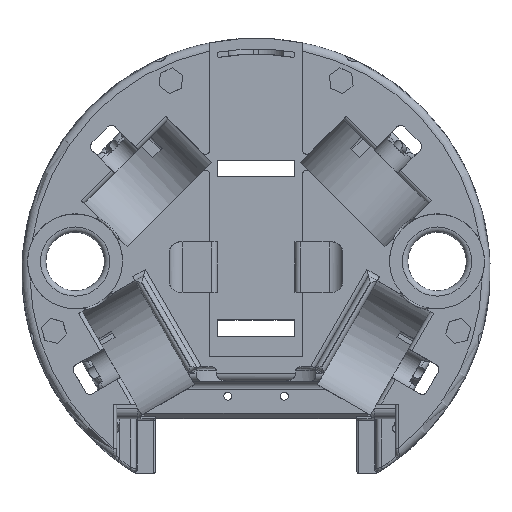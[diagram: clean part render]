
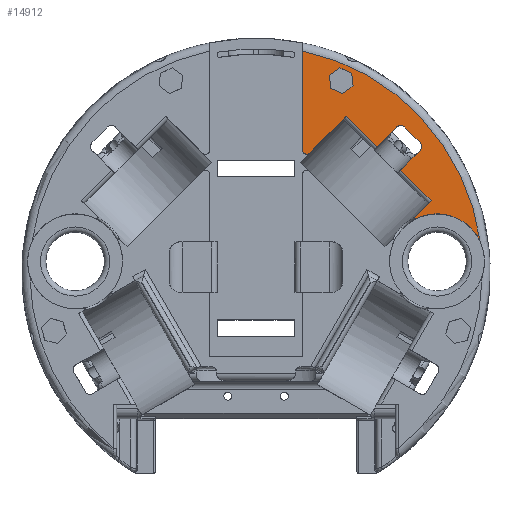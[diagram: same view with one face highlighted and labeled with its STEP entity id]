
A CAD part, top view. The second image highlights one B-rep face of the part: STEP entity #14912.
In plain terms, the highlighted planar face has unit normal (0, 0, 1).
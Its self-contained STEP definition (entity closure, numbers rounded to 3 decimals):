
#957=LINE('',#31822,#2008);
#963=LINE('',#31831,#2014);
#968=LINE('',#31844,#2019);
#969=LINE('',#31846,#2020);
#970=LINE('',#31850,#2021);
#971=LINE('',#31854,#2022);
#972=LINE('',#31856,#2023);
#973=LINE('',#31858,#2024);
#974=LINE('',#31864,#2025);
#975=LINE('',#31866,#2026);
#976=LINE('',#31868,#2027);
#977=LINE('',#31870,#2028);
#978=LINE('',#31872,#2029);
#979=LINE('',#31873,#2030);
#2008=VECTOR('',#19596,10.);
#2014=VECTOR('',#19606,10.);
#2019=VECTOR('',#19623,10.);
#2020=VECTOR('',#19624,10.);
#2021=VECTOR('',#19627,10.);
#2022=VECTOR('',#19630,10.);
#2023=VECTOR('',#19631,10.);
#2024=VECTOR('',#19632,10.);
#2025=VECTOR('',#19637,10.);
#2026=VECTOR('',#19638,10.);
#2027=VECTOR('',#19639,10.);
#2028=VECTOR('',#19640,10.);
#2029=VECTOR('',#19641,10.);
#2030=VECTOR('',#19642,10.);
#2614=FACE_BOUND('',#4334,.T.);
#2884=PLANE('',#16225);
#3504=FACE_OUTER_BOUND('',#4333,.T.);
#4333=EDGE_LOOP('',(#12334,#12335,#12336,#12337,#12338,#12339,#12340,#12341,
#12342,#12343,#12344,#12345,#12346,#12347));
#4334=EDGE_LOOP('',(#12348,#12349,#12350,#12351,#12352,#12353));
#4829=CIRCLE('',#15512,85.);
#5155=CIRCLE('',#16214,1.5);
#5159=CIRCLE('',#16226,2.);
#5160=CIRCLE('',#16227,2.);
#5161=CIRCLE('',#16228,0.4);
#5162=CIRCLE('',#16229,17.85);
#6209=VERTEX_POINT('',#27515);
#6210=VERTEX_POINT('',#27526);
#6800=VERTEX_POINT('',#31806);
#6801=VERTEX_POINT('',#31807);
#6806=VERTEX_POINT('',#31820);
#6809=VERTEX_POINT('',#31843);
#6810=VERTEX_POINT('',#31845);
#6811=VERTEX_POINT('',#31847);
#6812=VERTEX_POINT('',#31849);
#6813=VERTEX_POINT('',#31851);
#6814=VERTEX_POINT('',#31853);
#6815=VERTEX_POINT('',#31855);
#6816=VERTEX_POINT('',#31857);
#6817=VERTEX_POINT('',#31859);
#6818=VERTEX_POINT('',#31862);
#6819=VERTEX_POINT('',#31863);
#6820=VERTEX_POINT('',#31865);
#6821=VERTEX_POINT('',#31867);
#6822=VERTEX_POINT('',#31869);
#6823=VERTEX_POINT('',#31871);
#7783=EDGE_CURVE('',#6209,#6210,#4829,.T.);
#8742=EDGE_CURVE('',#6800,#6801,#5155,.T.);
#8750=EDGE_CURVE('',#6800,#6806,#957,.T.);
#8756=EDGE_CURVE('',#6209,#6801,#963,.T.);
#8762=EDGE_CURVE('',#6809,#6806,#968,.T.);
#8763=EDGE_CURVE('',#6809,#6810,#969,.T.);
#8764=EDGE_CURVE('',#6811,#6810,#5159,.T.);
#8765=EDGE_CURVE('',#6811,#6812,#970,.T.);
#8766=EDGE_CURVE('',#6813,#6812,#5160,.T.);
#8767=EDGE_CURVE('',#6813,#6814,#971,.T.);
#8768=EDGE_CURVE('',#6815,#6814,#972,.T.);
#8769=EDGE_CURVE('',#6815,#6816,#973,.T.);
#8770=EDGE_CURVE('',#6817,#6816,#5161,.T.);
#8771=EDGE_CURVE('',#6817,#6210,#5162,.T.);
#8772=EDGE_CURVE('',#6818,#6819,#974,.T.);
#8773=EDGE_CURVE('',#6819,#6820,#975,.T.);
#8774=EDGE_CURVE('',#6820,#6821,#976,.T.);
#8775=EDGE_CURVE('',#6821,#6822,#977,.T.);
#8776=EDGE_CURVE('',#6822,#6823,#978,.T.);
#8777=EDGE_CURVE('',#6823,#6818,#979,.T.);
#12334=ORIENTED_EDGE('',*,*,#8742,.F.);
#12335=ORIENTED_EDGE('',*,*,#8750,.T.);
#12336=ORIENTED_EDGE('',*,*,#8762,.F.);
#12337=ORIENTED_EDGE('',*,*,#8763,.T.);
#12338=ORIENTED_EDGE('',*,*,#8764,.F.);
#12339=ORIENTED_EDGE('',*,*,#8765,.T.);
#12340=ORIENTED_EDGE('',*,*,#8766,.F.);
#12341=ORIENTED_EDGE('',*,*,#8767,.T.);
#12342=ORIENTED_EDGE('',*,*,#8768,.F.);
#12343=ORIENTED_EDGE('',*,*,#8769,.T.);
#12344=ORIENTED_EDGE('',*,*,#8770,.F.);
#12345=ORIENTED_EDGE('',*,*,#8771,.T.);
#12346=ORIENTED_EDGE('',*,*,#7783,.F.);
#12347=ORIENTED_EDGE('',*,*,#8756,.T.);
#12348=ORIENTED_EDGE('',*,*,#8772,.T.);
#12349=ORIENTED_EDGE('',*,*,#8773,.T.);
#12350=ORIENTED_EDGE('',*,*,#8774,.T.);
#12351=ORIENTED_EDGE('',*,*,#8775,.T.);
#12352=ORIENTED_EDGE('',*,*,#8776,.T.);
#12353=ORIENTED_EDGE('',*,*,#8777,.T.);
#14912=ADVANCED_FACE('',(#3504,#2614),#2884,.T.);
#15512=AXIS2_PLACEMENT_3D('',#27527,#17676,#17677);
#16214=AXIS2_PLACEMENT_3D('',#31808,#19583,#19584);
#16225=AXIS2_PLACEMENT_3D('',#31842,#19621,#19622);
#16226=AXIS2_PLACEMENT_3D('',#31848,#19625,#19626);
#16227=AXIS2_PLACEMENT_3D('',#31852,#19628,#19629);
#16228=AXIS2_PLACEMENT_3D('',#31860,#19633,#19634);
#16229=AXIS2_PLACEMENT_3D('',#31861,#19635,#19636);
#17676=DIRECTION('center_axis',(0.,0.,-1.));
#17677=DIRECTION('ref_axis',(-1.,0.,0.));
#19583=DIRECTION('center_axis',(0.,0.,-1.));
#19584=DIRECTION('ref_axis',(-0.383,-0.924,0.));
#19596=DIRECTION('',(0.707,0.707,0.));
#19606=DIRECTION('',(0.,-1.,0.));
#19621=DIRECTION('center_axis',(0.,0.,1.));
#19622=DIRECTION('ref_axis',(1.,0.,0.));
#19623=DIRECTION('',(-0.707,0.707,0.));
#19624=DIRECTION('',(0.707,0.707,0.));
#19625=DIRECTION('center_axis',(0.,0.,1.));
#19626=DIRECTION('ref_axis',(0.,1.,0.));
#19627=DIRECTION('',(0.707,-0.707,0.));
#19628=DIRECTION('center_axis',(0.,0.,1.));
#19629=DIRECTION('ref_axis',(1.,0.,0.));
#19630=DIRECTION('',(-0.707,-0.707,0.));
#19631=DIRECTION('',(-0.707,0.707,0.));
#19632=DIRECTION('',(-0.707,-0.707,0.));
#19633=DIRECTION('center_axis',(0.,0.,-1.));
#19634=DIRECTION('ref_axis',(-0.814,-0.58,0.));
#19635=DIRECTION('center_axis',(0.,0.,-1.));
#19636=DIRECTION('ref_axis',(1.,0.,0.));
#19637=DIRECTION('',(-0.809,-0.588,0.));
#19638=DIRECTION('',(-0.914,0.406,0.));
#19639=DIRECTION('',(-0.105,0.994,0.));
#19640=DIRECTION('',(0.809,0.588,0.));
#19641=DIRECTION('',(0.914,-0.406,0.));
#19642=DIRECTION('',(0.105,-0.994,0.));
#27515=CARTESIAN_POINT('',(17.5,83.179,54.));
#27526=CARTESIAN_POINT('',(84.198,11.65,54.));
#27527=CARTESIAN_POINT('Origin',(0.,0.,54.));
#31806=CARTESIAN_POINT('',(20.061,44.809,54.));
#31807=CARTESIAN_POINT('',(17.5,45.87,54.));
#31808=CARTESIAN_POINT('Origin',(19.,45.87,54.));
#31820=CARTESIAN_POINT('',(33.941,58.69,54.));
#31822=CARTESIAN_POINT('',(2.121,26.87,54.));
#31831=CARTESIAN_POINT('',(17.5,44.25,54.));
#31842=CARTESIAN_POINT('Origin',(0.,0.,54.));
#31843=CARTESIAN_POINT('',(45.432,47.199,54.));
#31844=CARTESIAN_POINT('',(40.128,52.503,54.));
#31845=CARTESIAN_POINT('',(52.856,54.624,54.));
#31846=CARTESIAN_POINT('',(21.744,23.511,54.));
#31847=CARTESIAN_POINT('',(55.685,54.624,54.));
#31848=CARTESIAN_POINT('Origin',(54.27,53.21,54.));
#31849=CARTESIAN_POINT('',(61.695,48.614,54.));
#31850=CARTESIAN_POINT('',(56.922,53.387,54.));
#31851=CARTESIAN_POINT('',(61.695,45.785,54.));
#31852=CARTESIAN_POINT('Origin',(60.281,47.199,54.));
#31853=CARTESIAN_POINT('',(54.27,38.361,54.));
#31854=CARTESIAN_POINT('',(30.582,14.672,54.));
#31855=CARTESIAN_POINT('',(65.761,26.87,54.));
#31856=CARTESIAN_POINT('',(40.128,52.503,54.));
#31857=CARTESIAN_POINT('',(59.736,20.845,54.));
#31858=CARTESIAN_POINT('',(42.073,3.182,54.));
#31859=CARTESIAN_POINT('',(60.194,20.203,54.));
#31860=CARTESIAN_POINT('Origin',(60.019,20.562,54.));
#31861=CARTESIAN_POINT('Origin',(68.,4.15,54.));
#31862=CARTESIAN_POINT('',(36.453,70.021,54.));
#31863=CARTESIAN_POINT('',(32.513,67.154,54.));
#31864=CARTESIAN_POINT('',(7.879,49.232,54.));
#31865=CARTESIAN_POINT('',(28.06,69.133,54.));
#31866=CARTESIAN_POINT('',(31.399,67.649,54.));
#31867=CARTESIAN_POINT('',(27.547,73.979,54.));
#31868=CARTESIAN_POINT('',(31.52,36.416,54.));
#31869=CARTESIAN_POINT('',(31.487,76.846,54.));
#31870=CARTESIAN_POINT('',(0.944,54.624,54.));
#31871=CARTESIAN_POINT('',(35.94,74.867,54.));
#31872=CARTESIAN_POINT('',(32.601,76.351,54.));
#31873=CARTESIAN_POINT('',(39.657,39.727,54.));
